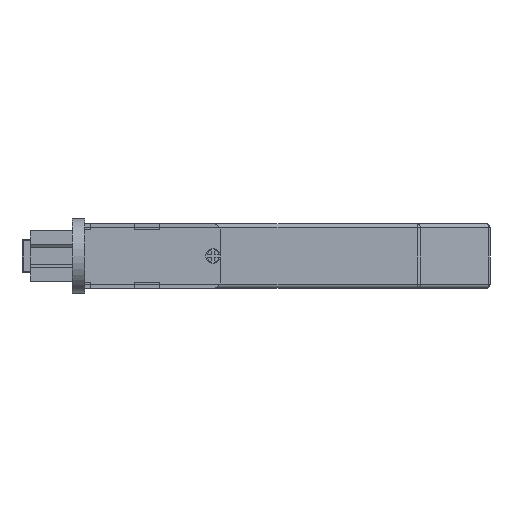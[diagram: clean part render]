
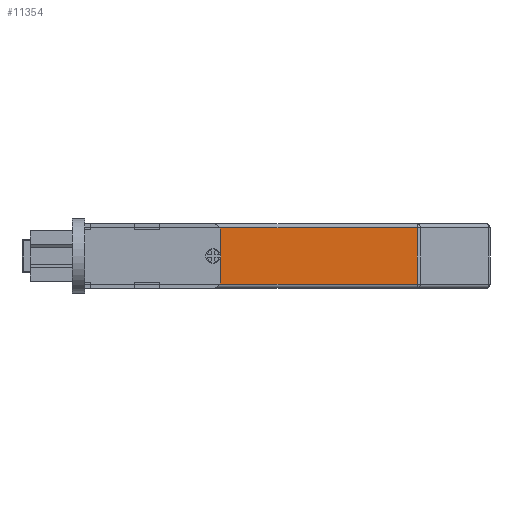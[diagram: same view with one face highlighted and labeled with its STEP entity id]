
A CAD part, front view. The second image highlights one B-rep face of the part: STEP entity #11354.
In plain terms, the highlighted planar face has unit normal (0, -1, 0).
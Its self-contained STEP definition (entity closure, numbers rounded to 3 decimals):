
#153 = ORIENTED_EDGE ( 'NONE', *, *, #6686, .T. ) ;
#333 = LINE ( 'NONE', #6930, #8434 ) ;
#403 = VERTEX_POINT ( 'NONE', #10118 ) ;
#438 = ORIENTED_EDGE ( 'NONE', *, *, #2198, .T. ) ;
#681 = VERTEX_POINT ( 'NONE', #9922 ) ;
#972 = EDGE_CURVE ( 'NONE', #11128, #1747, #10751, .T. ) ;
#1163 = FACE_OUTER_BOUND ( 'NONE', #11853, .T. ) ;
#1270 = AXIS2_PLACEMENT_3D ( 'NONE', #1406, #5160, #2333 ) ;
#1406 = CARTESIAN_POINT ( 'NONE',  ( 13., -14.7, -1.75 ) ) ;
#1586 = CARTESIAN_POINT ( 'NONE',  ( 43.75, -14.7, 6. ) ) ;
#1724 = CIRCLE ( 'NONE', #7437, 1.75 ) ;
#1747 = VERTEX_POINT ( 'NONE', #10367 ) ;
#1763 = LINE ( 'NONE', #5517, #6427 ) ;
#1971 = DIRECTION ( 'NONE',  ( 0., 0., 1. ) ) ;
#2198 = EDGE_CURVE ( 'NONE', #403, #9539, #8995, .T. ) ;
#2333 = DIRECTION ( 'NONE',  ( 0., 0., -1. ) ) ;
#3082 = PLANE ( 'NONE',  #1270 ) ;
#3863 = AXIS2_PLACEMENT_3D ( 'NONE', #5868, #8676, #8618 ) ;
#3874 = CARTESIAN_POINT ( 'NONE',  ( 13., -14.7, 12.75 ) ) ;
#4129 = FACE_BOUND ( 'NONE', #5240, .T. ) ;
#4226 = DIRECTION ( 'NONE',  ( 0., 0., 1. ) ) ;
#5141 = CARTESIAN_POINT ( 'NONE',  ( 92.586, -14.7, -1.75 ) ) ;
#5160 = DIRECTION ( 'NONE',  ( 0., -1., 0. ) ) ;
#5240 = EDGE_LOOP ( 'NONE', ( #9288, #8592 ) ) ;
#5344 = DIRECTION ( 'NONE',  ( 0., 0., -1. ) ) ;
#5453 = ORIENTED_EDGE ( 'NONE', *, *, #6945, .T. ) ;
#5517 = CARTESIAN_POINT ( 'NONE',  ( 93., -14.7, -0.75 ) ) ;
#5868 = CARTESIAN_POINT ( 'NONE',  ( 43.75, -14.7, 6. ) ) ;
#5989 = CARTESIAN_POINT ( 'NONE',  ( 43.75, -14.7, 7.75 ) ) ;
#6119 = ORIENTED_EDGE ( 'NONE', *, *, #10376, .F. ) ;
#6427 = VECTOR ( 'NONE', #9315, 1000. ) ;
#6633 = VECTOR ( 'NONE', #4226, 1000. ) ;
#6686 = EDGE_CURVE ( 'NONE', #681, #403, #1763, .T. ) ;
#6851 = CARTESIAN_POINT ( 'NONE',  ( 13., -14.7, -1.75 ) ) ;
#6930 = CARTESIAN_POINT ( 'NONE',  ( 13., -14.7, 12.75 ) ) ;
#6945 = EDGE_CURVE ( 'NONE', #9539, #8580, #333, .T. ) ;
#7097 = CARTESIAN_POINT ( 'NONE',  ( 92.586, -14.7, 12.75 ) ) ;
#7272 = EDGE_CURVE ( 'NONE', #1747, #11128, #1724, .T. ) ;
#7437 = AXIS2_PLACEMENT_3D ( 'NONE', #1586, #8330, #5344 ) ;
#7810 = DIRECTION ( 'NONE',  ( -1., 0., 0. ) ) ;
#8330 = DIRECTION ( 'NONE',  ( 0., -1., 0. ) ) ;
#8434 = VECTOR ( 'NONE', #7810, 1000. ) ;
#8580 = VERTEX_POINT ( 'NONE', #3874 ) ;
#8592 = ORIENTED_EDGE ( 'NONE', *, *, #972, .F. ) ;
#8618 = DIRECTION ( 'NONE',  ( 0., 0., -1. ) ) ;
#8639 = VECTOR ( 'NONE', #1971, 1000. ) ;
#8676 = DIRECTION ( 'NONE',  ( 0., -1., 0. ) ) ;
#8843 = LINE ( 'NONE', #6851, #8639 ) ;
#8995 = LINE ( 'NONE', #5141, #6633 ) ;
#9288 = ORIENTED_EDGE ( 'NONE', *, *, #7272, .F. ) ;
#9315 = DIRECTION ( 'NONE',  ( 1., 0., 0. ) ) ;
#9539 = VERTEX_POINT ( 'NONE', #7097 ) ;
#9922 = CARTESIAN_POINT ( 'NONE',  ( 13., -14.7, -0.75 ) ) ;
#10118 = CARTESIAN_POINT ( 'NONE',  ( 92.586, -14.7, -0.75 ) ) ;
#10367 = CARTESIAN_POINT ( 'NONE',  ( 43.75, -14.7, 4.25 ) ) ;
#10376 = EDGE_CURVE ( 'NONE', #681, #8580, #8843, .T. ) ;
#10751 = CIRCLE ( 'NONE', #3863, 1.75 ) ;
#11128 = VERTEX_POINT ( 'NONE', #5989 ) ;
#11354 = ADVANCED_FACE ( 'NONE', ( #4129, #1163 ), #3082, .T. ) ;
#11853 = EDGE_LOOP ( 'NONE', ( #6119, #153, #438, #5453 ) ) ;
